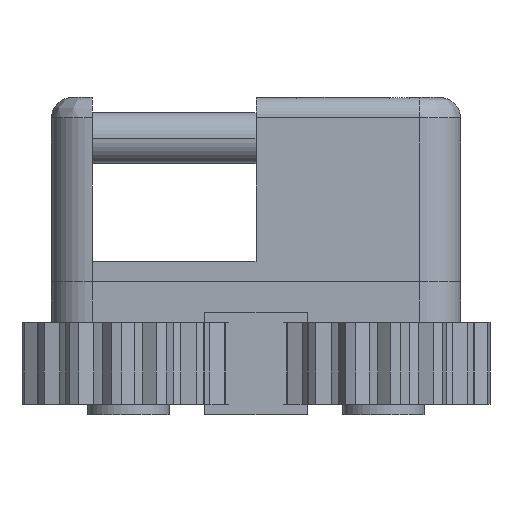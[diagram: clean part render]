
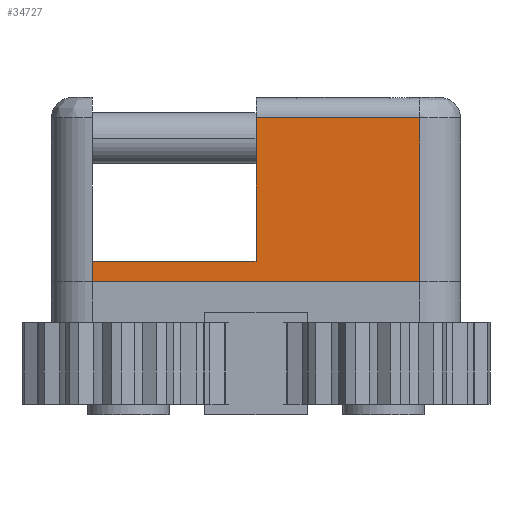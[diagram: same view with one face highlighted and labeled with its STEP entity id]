
A CAD part, front view. The second image highlights one B-rep face of the part: STEP entity #34727.
In plain terms, the highlighted face is planar.
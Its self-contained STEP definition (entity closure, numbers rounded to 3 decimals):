
#32840=DIRECTION('',(1.,0.,0.));
#32841=VECTOR('',#32840,160.);
#32842=CARTESIAN_POINT('',(-80.,-5.,50.));
#32843=LINE('',#32842,#32841);
#33180=DIRECTION('',(1.,0.,0.));
#33181=VECTOR('',#33180,80.);
#33182=CARTESIAN_POINT('',(-80.,5.,50.));
#33183=LINE('',#33182,#33181);
#33360=DIRECTION('',(0.,1.,0.));
#33361=VECTOR('',#33360,80.);
#33362=CARTESIAN_POINT('',(80.,-5.,50.));
#33363=LINE('',#33362,#33361);
#33364=DIRECTION('',(0.,1.,0.));
#33365=VECTOR('',#33364,10.);
#33366=CARTESIAN_POINT('',(-80.,-5.,50.));
#33367=LINE('',#33366,#33365);
#33368=DIRECTION('',(0.,1.,0.));
#33369=VECTOR('',#33368,70.);
#33370=CARTESIAN_POINT('',(0.,5.,50.));
#33371=LINE('',#33370,#33369);
#33383=DIRECTION('',(-1.,0.,0.));
#33384=VECTOR('',#33383,80.);
#33385=CARTESIAN_POINT('',(80.,75.,50.));
#33386=LINE('',#33385,#33384);
#33846=CARTESIAN_POINT('',(-80.,-5.,50.));
#33847=CARTESIAN_POINT('',(80.,-5.,50.));
#33848=VERTEX_POINT('',#33846);
#33849=VERTEX_POINT('',#33847);
#33976=CARTESIAN_POINT('',(-80.,5.,50.));
#33978=VERTEX_POINT('',#33976);
#33982=CARTESIAN_POINT('',(0.,5.,50.));
#33984=VERTEX_POINT('',#33982);
#34062=CARTESIAN_POINT('',(80.,75.,50.));
#34063=VERTEX_POINT('',#34062);
#34066=CARTESIAN_POINT('',(0.,75.,50.));
#34068=VERTEX_POINT('',#34066);
#34712=CARTESIAN_POINT('',(-80.,-5.,50.));
#34713=DIRECTION('',(0.,0.,1.));
#34714=DIRECTION('',(1.,0.,0.));
#34715=AXIS2_PLACEMENT_3D('',#34712,#34713,#34714);
#34716=PLANE('',#34715);
#34718=ORIENTED_EDGE('',*,*,#34717,.F.);
#34719=ORIENTED_EDGE('',*,*,#34707,.F.);
#34720=ORIENTED_EDGE('',*,*,#34115,.F.);
#34722=ORIENTED_EDGE('',*,*,#34721,.T.);
#34723=ORIENTED_EDGE('',*,*,#34451,.T.);
#34724=ORIENTED_EDGE('',*,*,#34297,.T.);
#34725=EDGE_LOOP('',(#34718,#34719,#34720,#34722,#34723,#34724));
#34726=FACE_OUTER_BOUND('',#34725,.F.);
#34727=ADVANCED_FACE('',(#34726),#34716,.T.);
#34115=EDGE_CURVE('',#33848,#33849,#32843,.T.);
#34297=EDGE_CURVE('',#33984,#34068,#33371,.T.);
#34451=EDGE_CURVE('',#33978,#33984,#33183,.T.);
#34707=EDGE_CURVE('',#33849,#34063,#33363,.T.);
#34717=EDGE_CURVE('',#34063,#34068,#33386,.T.);
#34721=EDGE_CURVE('',#33848,#33978,#33367,.T.);
